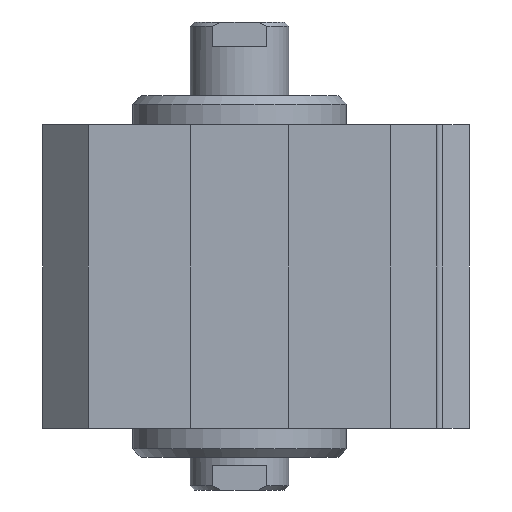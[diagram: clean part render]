
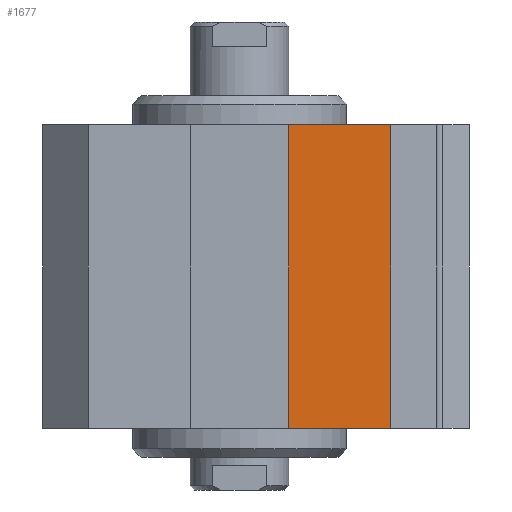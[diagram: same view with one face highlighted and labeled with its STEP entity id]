
A CAD part, left-side view. The second image highlights one B-rep face of the part: STEP entity #1677.
In plain terms, the highlighted planar face has unit normal (-1, 0, 0).
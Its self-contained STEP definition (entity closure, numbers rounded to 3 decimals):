
#92=LINE('',#2575,#218);
#122=LINE('',#2640,#248);
#166=LINE('',#2730,#292);
#167=LINE('',#2732,#293);
#218=VECTOR('',#2099,12.426);
#248=VECTOR('',#2139,12.426);
#292=VECTOR('',#2233,37.);
#293=VECTOR('',#2236,37.);
#372=PLANE('',#1838);
#530=FACE_OUTER_BOUND('',#686,.T.);
#686=EDGE_LOOP('',(#1431,#1432,#1433,#1434));
#878=VERTEX_POINT('',#2572);
#879=VERTEX_POINT('',#2574);
#908=VERTEX_POINT('',#2637);
#909=VERTEX_POINT('',#2639);
#1034=EDGE_CURVE('',#878,#879,#92,.T.);
#1064=EDGE_CURVE('',#908,#909,#122,.T.);
#1110=EDGE_CURVE('',#909,#878,#166,.T.);
#1111=EDGE_CURVE('',#908,#879,#167,.T.);
#1431=ORIENTED_EDGE('',*,*,#1111,.T.);
#1432=ORIENTED_EDGE('',*,*,#1034,.F.);
#1433=ORIENTED_EDGE('',*,*,#1110,.F.);
#1434=ORIENTED_EDGE('',*,*,#1064,.F.);
#1677=ADVANCED_FACE('',(#530),#372,.T.);
#1838=AXIS2_PLACEMENT_3D('',#2731,#2234,#2235);
#2099=DIRECTION('',(0.,1.,0.));
#2139=DIRECTION('',(0.,-1.,0.));
#2233=DIRECTION('',(0.,0.,-1.));
#2234=DIRECTION('center_axis',(-1.,0.,0.));
#2235=DIRECTION('ref_axis',(0.,0.,1.));
#2236=DIRECTION('',(0.,0.,-1.));
#2572=CARTESIAN_POINT('',(-24.,-18.426,-18.5));
#2574=CARTESIAN_POINT('',(-24.,-6.,-18.5));
#2575=CARTESIAN_POINT('',(-24.,-18.426,-18.5));
#2637=CARTESIAN_POINT('',(-24.,-6.,18.5));
#2639=CARTESIAN_POINT('',(-24.,-18.426,18.5));
#2640=CARTESIAN_POINT('',(-24.,-18.426,18.5));
#2730=CARTESIAN_POINT('',(-24.,-18.426,0.));
#2731=CARTESIAN_POINT('Origin',(-24.,-18.426,0.));
#2732=CARTESIAN_POINT('',(-24.,-6.,0.));
